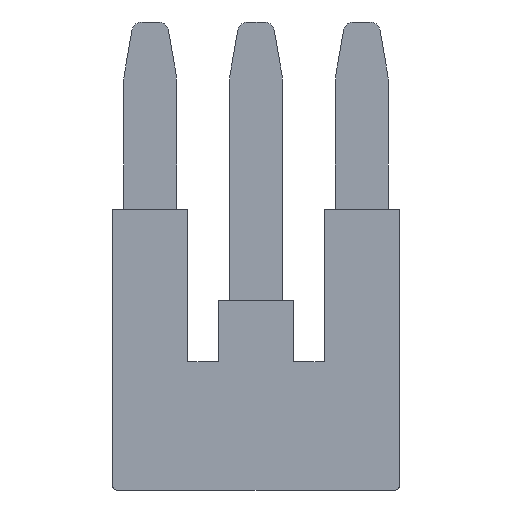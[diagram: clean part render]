
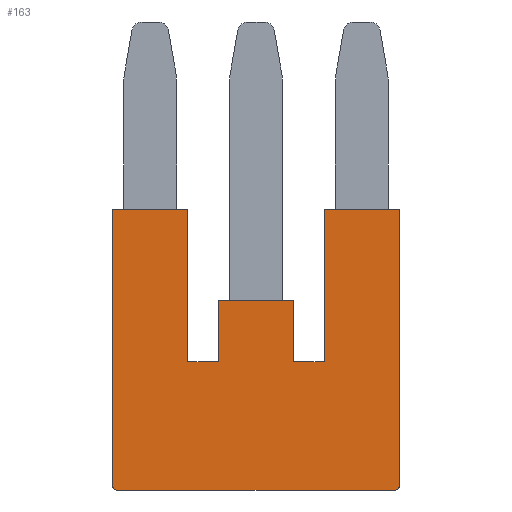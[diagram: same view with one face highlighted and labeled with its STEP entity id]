
A CAD part, front view. The second image highlights one B-rep face of the part: STEP entity #163.
In plain terms, the highlighted planar face has unit normal (0, -1, 0).
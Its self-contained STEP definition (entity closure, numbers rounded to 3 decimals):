
#163 = ADVANCED_FACE( '', ( #326 ), #327, .T. );
#326 = FACE_OUTER_BOUND( '', #483, .T. );
#327 = PLANE( '', #484 );
#483 = EDGE_LOOP( '', ( #914, #915, #916, #917, #918, #919, #920, #921, #922, #923, #924, #925, #926, #927 ) );
#484 = AXIS2_PLACEMENT_3D( '', #928, #929, #930 );
#914 = ORIENTED_EDGE( '', *, *, #1131, .T. );
#915 = ORIENTED_EDGE( '', *, *, #988, .T. );
#916 = ORIENTED_EDGE( '', *, *, #1099, .T. );
#917 = ORIENTED_EDGE( '', *, *, #1109, .T. );
#918 = ORIENTED_EDGE( '', *, *, #1122, .T. );
#919 = ORIENTED_EDGE( '', *, *, #1088, .T. );
#920 = ORIENTED_EDGE( '', *, *, #1112, .T. );
#921 = ORIENTED_EDGE( '', *, *, #981, .T. );
#922 = ORIENTED_EDGE( '', *, *, #1092, .T. );
#923 = ORIENTED_EDGE( '', *, *, #1062, .T. );
#924 = ORIENTED_EDGE( '', *, *, #1106, .T. );
#925 = ORIENTED_EDGE( '', *, *, #1132, .F. );
#926 = ORIENTED_EDGE( '', *, *, #1052, .T. );
#927 = ORIENTED_EDGE( '', *, *, #1016, .T. );
#928 = CARTESIAN_POINT( '', ( -17.681, 0., -23.728 ) );
#929 = DIRECTION( '', ( 0., -1., 0. ) );
#930 = DIRECTION( '', ( 0., 0., -1. ) );
#981 = EDGE_CURVE( '', #1182, #1183, #1184, .T. );
#988 = EDGE_CURVE( '', #1196, #1194, #1197, .T. );
#1016 = EDGE_CURVE( '', #1246, #1244, #1247, .T. );
#1052 = EDGE_CURVE( '', #1298, #1246, #1299, .T. );
#1062 = EDGE_CURVE( '', #1313, #1311, #1314, .T. );
#1088 = EDGE_CURVE( '', #1350, #1351, #1352, .T. );
#1092 = EDGE_CURVE( '', #1183, #1313, #1356, .T. );
#1099 = EDGE_CURVE( '', #1194, #1364, #1365, .T. );
#1106 = EDGE_CURVE( '', #1311, #1373, #1374, .T. );
#1109 = EDGE_CURVE( '', #1364, #1377, #1378, .T. );
#1112 = EDGE_CURVE( '', #1351, #1182, #1381, .T. );
#1122 = EDGE_CURVE( '', #1377, #1350, #1391, .T. );
#1131 = EDGE_CURVE( '', #1244, #1196, #1400, .T. );
#1132 = EDGE_CURVE( '', #1298, #1373, #1401, .T. );
#1182 = VERTEX_POINT( '', #1463 );
#1183 = VERTEX_POINT( '', #1464 );
#1184 = LINE( '', #1465, #1466 );
#1194 = VERTEX_POINT( '', #1480 );
#1196 = VERTEX_POINT( '', #1483 );
#1197 = LINE( '', #1484, #1485 );
#1244 = VERTEX_POINT( '', #1549 );
#1246 = VERTEX_POINT( '', #1552 );
#1247 = LINE( '', #1553, #1554 );
#1298 = VERTEX_POINT( '', #1627 );
#1299 = LINE( '', #1628, #1629 );
#1311 = VERTEX_POINT( '', #1647 );
#1313 = VERTEX_POINT( '', #1650 );
#1314 = LINE( '', #1651, #1652 );
#1350 = VERTEX_POINT( '', #1701 );
#1351 = VERTEX_POINT( '', #1702 );
#1352 = LINE( '', #1703, #1704 );
#1356 = CIRCLE( '', #1710, 0.2 );
#1364 = VERTEX_POINT( '', #1720 );
#1365 = LINE( '', #1721, #1722 );
#1373 = VERTEX_POINT( '', #1734 );
#1374 = CIRCLE( '', #1735, 0.2 );
#1377 = VERTEX_POINT( '', #1739 );
#1378 = LINE( '', #1740, #1741 );
#1381 = LINE( '', #1745, #1746 );
#1391 = LINE( '', #1760, #1761 );
#1400 = LINE( '', #1771, #1772 );
#1401 = LINE( '', #1773, #1774 );
#1463 = CARTESIAN_POINT( '', ( -28.031, 0., -9.928 ) );
#1464 = CARTESIAN_POINT( '', ( -28.031, 0., -23.528 ) );
#1465 = CARTESIAN_POINT( '', ( -28.031, 0., -10.328 ) );
#1466 = VECTOR( '', #1817, 1000. );
#1480 = CARTESIAN_POINT( '', ( -19.131, 0., -14.428 ) );
#1483 = CARTESIAN_POINT( '', ( -19.131, 0., -17.428 ) );
#1484 = CARTESIAN_POINT( '', ( -19.131, 0., -10.328 ) );
#1485 = VECTOR( '', #1823, 1000. );
#1549 = CARTESIAN_POINT( '', ( -17.631, 0., -17.428 ) );
#1552 = CARTESIAN_POINT( '', ( -17.631, 0., -9.928 ) );
#1553 = CARTESIAN_POINT( '', ( -17.631, 0., -17.428 ) );
#1554 = VECTOR( '', #1860, 1000. );
#1627 = CARTESIAN_POINT( '', ( -13.931, 0., -9.928 ) );
#1628 = CARTESIAN_POINT( '', ( -17.631, 0., -9.928 ) );
#1629 = VECTOR( '', #1892, 1000. );
#1647 = CARTESIAN_POINT( '', ( -14.131, 0., -23.728 ) );
#1650 = CARTESIAN_POINT( '', ( -27.831, 0., -23.728 ) );
#1651 = CARTESIAN_POINT( '', ( -17.681, 0., -23.728 ) );
#1652 = VECTOR( '', #1900, 1000. );
#1701 = CARTESIAN_POINT( '', ( -24.331, 0., -17.428 ) );
#1702 = CARTESIAN_POINT( '', ( -24.331, 0., -9.928 ) );
#1703 = CARTESIAN_POINT( '', ( -24.331, 0., -10.328 ) );
#1704 = VECTOR( '', #1932, 1000. );
#1710 = AXIS2_PLACEMENT_3D( '', #1935, #1936, #1937 );
#1720 = CARTESIAN_POINT( '', ( -22.831, 0., -14.428 ) );
#1721 = CARTESIAN_POINT( '', ( -22.831, 0., -14.428 ) );
#1722 = VECTOR( '', #1943, 1000. );
#1734 = CARTESIAN_POINT( '', ( -13.931, 0., -23.528 ) );
#1735 = AXIS2_PLACEMENT_3D( '', #1948, #1949, #1950 );
#1739 = CARTESIAN_POINT( '', ( -22.831, 0., -17.428 ) );
#1740 = CARTESIAN_POINT( '', ( -22.831, 0., -10.328 ) );
#1741 = VECTOR( '', #1952, 1000. );
#1745 = CARTESIAN_POINT( '', ( -28.031, 0., -9.928 ) );
#1746 = VECTOR( '', #1954, 1000. );
#1760 = CARTESIAN_POINT( '', ( -22.831, 0., -17.428 ) );
#1761 = VECTOR( '', #1959, 1000. );
#1771 = CARTESIAN_POINT( '', ( -17.631, 0., -17.428 ) );
#1772 = VECTOR( '', #1964, 1000. );
#1773 = CARTESIAN_POINT( '', ( -13.931, 0., -23.528 ) );
#1774 = VECTOR( '', #1965, 1000. );
#1817 = DIRECTION( '', ( 0., 0., -1. ) );
#1823 = DIRECTION( '', ( 0., 0., 1. ) );
#1860 = DIRECTION( '', ( 0., 0., -1. ) );
#1892 = DIRECTION( '', ( -1., 0., 0. ) );
#1900 = DIRECTION( '', ( 1., 0., 0. ) );
#1932 = DIRECTION( '', ( 0., 0., 1. ) );
#1935 = CARTESIAN_POINT( '', ( -27.831, 0., -23.528 ) );
#1936 = DIRECTION( '', ( 0., -1., 0. ) );
#1937 = DIRECTION( '', ( 0., 0., -1. ) );
#1943 = DIRECTION( '', ( -1., 0., 0. ) );
#1948 = CARTESIAN_POINT( '', ( -14.131, 0., -23.528 ) );
#1949 = DIRECTION( '', ( 0., -1., 0. ) );
#1950 = DIRECTION( '', ( 0., 0., -1. ) );
#1952 = DIRECTION( '', ( 0., 0., -1. ) );
#1954 = DIRECTION( '', ( -1., 0., 0. ) );
#1959 = DIRECTION( '', ( -1., 0., 0. ) );
#1964 = DIRECTION( '', ( -1., 0., 0. ) );
#1965 = DIRECTION( '', ( 0., 0., -1. ) );
